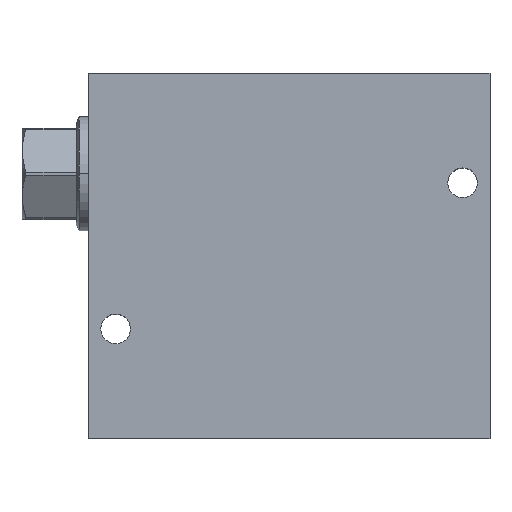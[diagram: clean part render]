
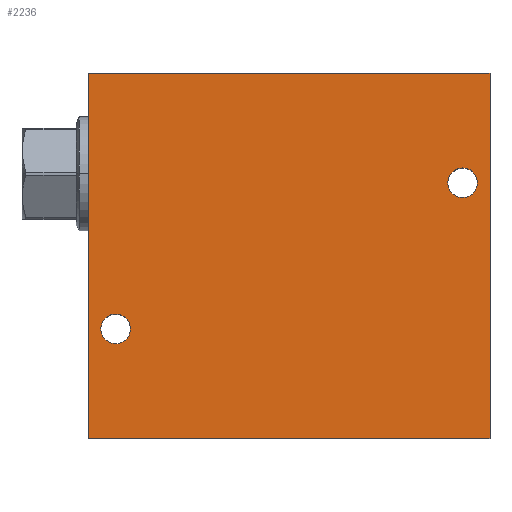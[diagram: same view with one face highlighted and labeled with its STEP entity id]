
A CAD part, top view. The second image highlights one B-rep face of the part: STEP entity #2236.
In plain terms, the highlighted planar face has unit normal (0, 0, 1).
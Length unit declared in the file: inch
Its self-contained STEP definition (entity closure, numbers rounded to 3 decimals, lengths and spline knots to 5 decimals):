
#113=DIRECTION('',(0.,-1.,0.));
#114=VECTOR('',#113,5.);
#115=CARTESIAN_POINT('',(0.,0.,2.5));
#116=LINE('',#115,#114);
#117=DIRECTION('',(-1.,0.,0.));
#118=VECTOR('',#117,5.5);
#119=CARTESIAN_POINT('',(5.5,0.,2.5));
#120=LINE('',#119,#118);
#121=DIRECTION('',(0.,1.,0.));
#122=VECTOR('',#121,5.);
#123=CARTESIAN_POINT('',(5.5,-5.,2.5));
#124=LINE('',#123,#122);
#125=DIRECTION('',(1.,0.,0.));
#126=VECTOR('',#125,5.5);
#127=CARTESIAN_POINT('',(0.,-5.,2.5));
#128=LINE('',#127,#126);
#129=CARTESIAN_POINT('',(5.125,-1.5,2.5));
#130=DIRECTION('',(0.,0.,-1.));
#131=DIRECTION('',(-1.,0.,0.));
#132=AXIS2_PLACEMENT_3D('',#129,#130,#131);
#134=CARTESIAN_POINT('',(5.125,-1.5,2.5));
#135=DIRECTION('',(0.,0.,-1.));
#136=DIRECTION('',(1.,0.,0.));
#137=AXIS2_PLACEMENT_3D('',#134,#135,#136);
#139=CARTESIAN_POINT('',(0.375,-3.5,2.5));
#140=DIRECTION('',(0.,0.,-1.));
#141=DIRECTION('',(-1.,0.,0.));
#142=AXIS2_PLACEMENT_3D('',#139,#140,#141);
#144=CARTESIAN_POINT('',(0.375,-3.5,2.5));
#145=DIRECTION('',(0.,0.,-1.));
#146=DIRECTION('',(1.,0.,0.));
#147=AXIS2_PLACEMENT_3D('',#144,#145,#146);
#1823=CARTESIAN_POINT('',(0.,0.,2.5));
#1824=CARTESIAN_POINT('',(0.,-5.,2.5));
#1825=VERTEX_POINT('',#1823);
#1826=VERTEX_POINT('',#1824);
#1827=CARTESIAN_POINT('',(5.5,-5.,2.5));
#1828=VERTEX_POINT('',#1827);
#1829=CARTESIAN_POINT('',(5.5,0.,2.5));
#1830=VERTEX_POINT('',#1829);
#1835=CARTESIAN_POINT('',(4.922,-1.5,2.5));
#1836=CARTESIAN_POINT('',(5.328,-1.5,2.5));
#1837=VERTEX_POINT('',#1835);
#1838=VERTEX_POINT('',#1836);
#1843=CARTESIAN_POINT('',(0.172,-3.5,2.5));
#1844=CARTESIAN_POINT('',(0.578,-3.5,2.5));
#1845=VERTEX_POINT('',#1843);
#1846=VERTEX_POINT('',#1844);
#2213=CARTESIAN_POINT('',(0.,0.,2.5));
#2214=DIRECTION('',(0.,0.,1.));
#2215=DIRECTION('',(1.,0.,0.));
#2216=AXIS2_PLACEMENT_3D('',#2213,#2214,#2215);
#2217=PLANE('',#2216);
#2218=ORIENTED_EDGE('',*,*,#2135,.F.);
#2219=ORIENTED_EDGE('',*,*,#2156,.F.);
#2220=ORIENTED_EDGE('',*,*,#2176,.F.);
#2221=ORIENTED_EDGE('',*,*,#2195,.F.);
#2222=EDGE_LOOP('',(#2218,#2219,#2220,#2221));
#2223=FACE_OUTER_BOUND('',#2222,.F.);
#2225=ORIENTED_EDGE('',*,*,#2224,.F.);
#2227=ORIENTED_EDGE('',*,*,#2226,.F.);
#2228=EDGE_LOOP('',(#2225,#2227));
#2229=FACE_BOUND('',#2228,.F.);
#2231=ORIENTED_EDGE('',*,*,#2230,.F.);
#2233=ORIENTED_EDGE('',*,*,#2232,.F.);
#2234=EDGE_LOOP('',(#2231,#2233));
#2235=FACE_BOUND('',#2234,.F.);
#2236=ADVANCED_FACE('',(#2223,#2229,#2235),#2217,.T.);
#133=CIRCLE('',#132,0.203);
#138=CIRCLE('',#137,0.203);
#143=CIRCLE('',#142,0.203);
#148=CIRCLE('',#147,0.203);
#2135=EDGE_CURVE('',#1825,#1826,#116,.T.);
#2156=EDGE_CURVE('',#1830,#1825,#120,.T.);
#2176=EDGE_CURVE('',#1828,#1830,#124,.T.);
#2195=EDGE_CURVE('',#1826,#1828,#128,.T.);
#2224=EDGE_CURVE('',#1837,#1838,#133,.T.);
#2226=EDGE_CURVE('',#1838,#1837,#138,.T.);
#2230=EDGE_CURVE('',#1845,#1846,#143,.T.);
#2232=EDGE_CURVE('',#1846,#1845,#148,.T.);
